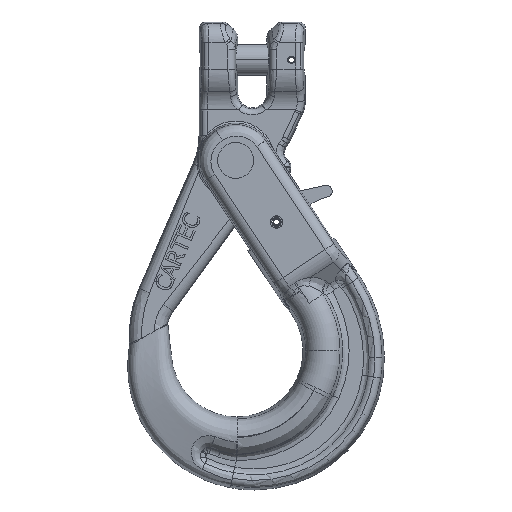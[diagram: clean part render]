
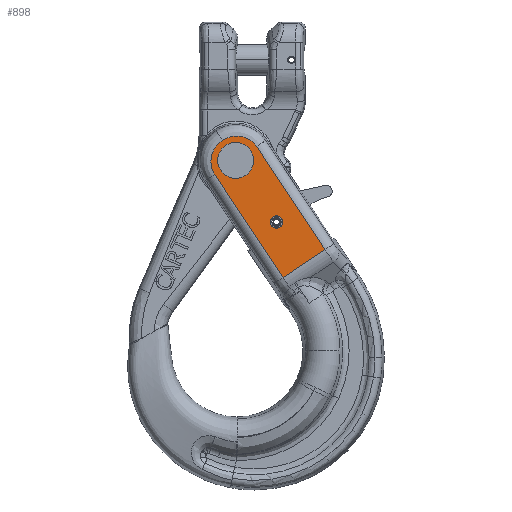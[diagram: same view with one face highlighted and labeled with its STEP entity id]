
A CAD part, top view. The second image highlights one B-rep face of the part: STEP entity #898.
In plain terms, the highlighted planar face has unit normal (0, 0, 1).
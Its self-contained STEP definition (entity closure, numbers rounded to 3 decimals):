
#898=ADVANCED_FACE('',(#2278,#2279,#2280),#2281,.F.);
#2278=FACE_OUTER_BOUND('',#4738,.T.);
#2279=FACE_BOUND('',#4739,.T.);
#2280=FACE_BOUND('',#4740,.T.);
#2281=PLANE('',#4741);
#4738=EDGE_LOOP('',(#28427,#28428,#28429,#28430,#28431));
#4739=EDGE_LOOP('',(#28432,#28433));
#4740=EDGE_LOOP('',(#28434,#28435));
#4741=AXIS2_PLACEMENT_3D('',#28436,#28437,#28438);
#28427=ORIENTED_EDGE('',*,*,#32847,.F.);
#28428=ORIENTED_EDGE('',*,*,#32848,.F.);
#28429=ORIENTED_EDGE('',*,*,#32849,.F.);
#28430=ORIENTED_EDGE('',*,*,#32834,.F.);
#28431=ORIENTED_EDGE('',*,*,#32839,.F.);
#28432=ORIENTED_EDGE('',*,*,#32850,.F.);
#28433=ORIENTED_EDGE('',*,*,#32631,.F.);
#28434=ORIENTED_EDGE('',*,*,#32641,.T.);
#28435=ORIENTED_EDGE('',*,*,#32851,.T.);
#28436=CARTESIAN_POINT('',(4.015,109.304,16.5));
#28437=DIRECTION('',(0.0,0.0,-1.0));
#28438=DIRECTION('',(0.0,-1.0,0.0));
#32631=EDGE_CURVE('',#34885,#34881,#34887,.F.);
#32641=EDGE_CURVE('',#34899,#34903,#34905,.T.);
#32834=EDGE_CURVE('',#35225,#35228,#35229,.T.);
#32839=EDGE_CURVE('',#35234,#35225,#35237,.F.);
#32847=EDGE_CURVE('',#35248,#35234,#35249,.T.);
#32848=EDGE_CURVE('',#35250,#35248,#35251,.T.);
#32849=EDGE_CURVE('',#35228,#35250,#35252,.T.);
#32850=EDGE_CURVE('',#34881,#34885,#35253,.F.);
#32851=EDGE_CURVE('',#34903,#34899,#35254,.T.);
#34881=VERTEX_POINT('',#38071);
#34885=VERTEX_POINT('',#38076);
#34887=CIRCLE('',#38079,2.625);
#34899=VERTEX_POINT('',#38093);
#34903=VERTEX_POINT('',#38098);
#34905=CIRCLE('',#38101,7.125);
#35225=VERTEX_POINT('',#39472);
#35228=VERTEX_POINT('',#39475);
#35229=B_SPLINE_CURVE_WITH_KNOTS('',3,(#39476,#39477,#39478,#39479,#39480,#39481,#39482,#39483,#39484,#39485,#39486,#39487,#39488,#39489,#39490,#39491,#39492,#39493,#39494,#39495,#39496,#39497,#39498,#39499,#39500,#39501,#39502,#39503,#39504,#39505,#39506,#39507,#39508,#39509,#39510,#39511,#39512),.UNSPECIFIED.,.F.,.F.,(4,3,3,3,3,3,3,3,3,3,3,3,4),(-1.0,-0.875,-0.75,-0.688,-0.625,-0.563,-0.5,-0.438,-0.375,-0.25,-0.188,-0.125,0.),.UNSPECIFIED.);
#35234=VERTEX_POINT('',#39574);
#35237=LINE('',#39577,#39578);
#35248=VERTEX_POINT('',#39597);
#35249=LINE('',#39598,#39599);
#35250=VERTEX_POINT('',#39600);
#35251=LINE('',#39601,#39602);
#35252=B_SPLINE_CURVE_WITH_KNOTS('',3,(#39603,#39604,#39605,#39606,#39607,#39608,#39609,#39610,#39611,#39612,#39613,#39614,#39615,#39616,#39617,#39618,#39619,#39620,#39621,#39622,#39623,#39624,#39625,#39626,#39627,#39628,#39629,#39630,#39631,#39632,#39633,#39634,#39635,#39636,#39637,#39638,#39639,#39640,#39641,#39642,#39643,#39644,#39645,#39646,#39647,#39648),.UNSPECIFIED.,.F.,.F.,(4,3,3,3,3,3,3,3,3,3,3,3,3,3,3,4),(-1.,-0.875,-0.813,-0.75,-0.688,-0.656,-0.625,-0.563,-0.5,-0.438,-0.375,-0.313,-0.25,-0.188,-0.125,0.0),.UNSPECIFIED.);
#35253=CIRCLE('',#39649,2.625);
#35254=CIRCLE('',#39650,7.125);
#38071=CARTESIAN_POINT('',(14.073,54.441,16.5));
#38076=CARTESIAN_POINT('',(19.323,54.441,16.5));
#38079=AXIS2_PLACEMENT_3D('',#54850,#54851,#54852);
#38093=CARTESIAN_POINT('',(-7.675,80.5,16.5));
#38098=CARTESIAN_POINT('',(6.575,80.5,16.5));
#38101=AXIS2_PLACEMENT_3D('',#54866,#54867,#54868);
#39472=CARTESIAN_POINT('',(-9.418,74.63,16.5));
#39475=CARTESIAN_POINT('',(-6.126,88.925,16.5));
#39476=CARTESIAN_POINT('',(-9.418,74.63,16.5));
#39477=CARTESIAN_POINT('',(-9.802,75.209,16.5));
#39478=CARTESIAN_POINT('',(-10.112,75.812,16.5));
#39479=CARTESIAN_POINT('',(-10.363,76.458,16.5));
#39480=CARTESIAN_POINT('',(-10.613,77.103,16.5));
#39481=CARTESIAN_POINT('',(-10.791,77.765,16.5));
#39482=CARTESIAN_POINT('',(-10.901,78.445,16.5));
#39483=CARTESIAN_POINT('',(-10.955,78.785,16.5));
#39484=CARTESIAN_POINT('',(-10.991,79.123,16.5));
#39485=CARTESIAN_POINT('',(-11.011,79.462,16.5));
#39486=CARTESIAN_POINT('',(-11.03,79.801,16.5));
#39487=CARTESIAN_POINT('',(-11.032,80.14,16.5));
#39488=CARTESIAN_POINT('',(-11.017,80.483,16.5));
#39489=CARTESIAN_POINT('',(-11.002,80.826,16.5));
#39490=CARTESIAN_POINT('',(-10.969,81.166,16.5));
#39491=CARTESIAN_POINT('',(-10.92,81.502,16.5));
#39492=CARTESIAN_POINT('',(-10.871,81.838,16.5));
#39493=CARTESIAN_POINT('',(-10.805,82.173,16.5));
#39494=CARTESIAN_POINT('',(-10.723,82.505,16.5));
#39495=CARTESIAN_POINT('',(-10.64,82.837,16.5));
#39496=CARTESIAN_POINT('',(-10.543,83.158,16.5));
#39497=CARTESIAN_POINT('',(-10.43,83.475,16.5));
#39498=CARTESIAN_POINT('',(-10.317,83.792,16.5));
#39499=CARTESIAN_POINT('',(-10.19,84.104,16.5));
#39500=CARTESIAN_POINT('',(-10.046,84.412,16.5));
#39501=CARTESIAN_POINT('',(-9.758,85.028,16.5));
#39502=CARTESIAN_POINT('',(-9.419,85.602,16.5));
#39503=CARTESIAN_POINT('',(-9.023,86.152,16.5));
#39504=CARTESIAN_POINT('',(-8.824,86.427,16.5));
#39505=CARTESIAN_POINT('',(-8.615,86.689,16.5));
#39506=CARTESIAN_POINT('',(-8.395,86.942,16.5));
#39507=CARTESIAN_POINT('',(-8.175,87.194,16.5));
#39508=CARTESIAN_POINT('',(-7.945,87.435,16.5));
#39509=CARTESIAN_POINT('',(-7.7,87.669,16.5));
#39510=CARTESIAN_POINT('',(-7.212,88.136,16.5));
#39511=CARTESIAN_POINT('',(-6.689,88.552,16.5));
#39512=CARTESIAN_POINT('',(-6.126,88.925,16.5));
#39574=CARTESIAN_POINT('',(19.432,31.041,16.5));
#39577=CARTESIAN_POINT('',(-9.418,74.63,16.5));
#39578=VECTOR('',#55145,52.272);
#39597=CARTESIAN_POINT('',(37.169,42.781,16.5));
#39598=CARTESIAN_POINT('',(37.169,42.781,16.5));
#39599=VECTOR('',#55156,21.27);
#39600=CARTESIAN_POINT('',(8.318,86.37,16.5));
#39601=CARTESIAN_POINT('',(8.318,86.37,16.5));
#39602=VECTOR('',#55157,52.272);
#39603=CARTESIAN_POINT('',(-6.126,88.925,16.5));
#39604=CARTESIAN_POINT('',(-5.565,89.296,16.5));
#39605=CARTESIAN_POINT('',(-4.984,89.612,16.5));
#39606=CARTESIAN_POINT('',(-4.364,89.879,16.5));
#39607=CARTESIAN_POINT('',(-4.055,90.013,16.5));
#39608=CARTESIAN_POINT('',(-3.742,90.131,16.5));
#39609=CARTESIAN_POINT('',(-3.424,90.236,16.5));
#39610=CARTESIAN_POINT('',(-3.105,90.34,16.5));
#39611=CARTESIAN_POINT('',(-2.781,90.43,16.5));
#39612=CARTESIAN_POINT('',(-2.451,90.506,16.5));
#39613=CARTESIAN_POINT('',(-2.121,90.581,16.5));
#39614=CARTESIAN_POINT('',(-1.793,90.64,16.5));
#39615=CARTESIAN_POINT('',(-1.461,90.684,16.5));
#39616=CARTESIAN_POINT('',(-1.296,90.706,16.5));
#39617=CARTESIAN_POINT('',(-1.129,90.724,16.5));
#39618=CARTESIAN_POINT('',(-0.962,90.739,16.5));
#39619=CARTESIAN_POINT('',(-0.795,90.753,16.5));
#39620=CARTESIAN_POINT('',(-0.628,90.763,16.5));
#39621=CARTESIAN_POINT('',(-0.458,90.769,16.5));
#39622=CARTESIAN_POINT('',(-0.118,90.782,16.5));
#39623=CARTESIAN_POINT('',(0.222,90.778,16.5));
#39624=CARTESIAN_POINT('',(0.56,90.758,16.5));
#39625=CARTESIAN_POINT('',(0.897,90.738,16.5));
#39626=CARTESIAN_POINT('',(1.234,90.702,16.5));
#39627=CARTESIAN_POINT('',(1.572,90.649,16.5));
#39628=CARTESIAN_POINT('',(1.909,90.595,16.5));
#39629=CARTESIAN_POINT('',(2.24,90.526,16.5));
#39630=CARTESIAN_POINT('',(2.567,90.441,16.5));
#39631=CARTESIAN_POINT('',(2.894,90.356,16.5));
#39632=CARTESIAN_POINT('',(3.216,90.255,16.5));
#39633=CARTESIAN_POINT('',(3.538,90.135,16.5));
#39634=CARTESIAN_POINT('',(3.86,90.016,16.5));
#39635=CARTESIAN_POINT('',(4.174,89.881,16.5));
#39636=CARTESIAN_POINT('',(4.48,89.73,16.5));
#39637=CARTESIAN_POINT('',(4.786,89.58,16.5));
#39638=CARTESIAN_POINT('',(5.086,89.413,16.5));
#39639=CARTESIAN_POINT('',(5.378,89.23,16.5));
#39640=CARTESIAN_POINT('',(5.67,89.047,16.5));
#39641=CARTESIAN_POINT('',(5.95,88.85,16.5));
#39642=CARTESIAN_POINT('',(6.219,88.639,16.5));
#39643=CARTESIAN_POINT('',(6.488,88.429,16.5));
#39644=CARTESIAN_POINT('',(6.747,88.204,16.5));
#39645=CARTESIAN_POINT('',(6.996,87.962,16.5));
#39646=CARTESIAN_POINT('',(7.494,87.479,16.5));
#39647=CARTESIAN_POINT('',(7.934,86.951,16.5));
#39648=CARTESIAN_POINT('',(8.318,86.37,16.5));
#39649=AXIS2_PLACEMENT_3D('',#55158,#55159,#55160);
#39650=AXIS2_PLACEMENT_3D('',#55161,#55162,#55163);
#54850=CARTESIAN_POINT('',(16.698,54.441,16.5));
#54851=DIRECTION('',(0.0,0.0,-1.0));
#54852=DIRECTION('',(-1.0,0.0,0.0));
#54866=CARTESIAN_POINT('',(-0.55,80.5,16.5));
#54867=DIRECTION('',(0.0,0.0,-1.0));
#54868=DIRECTION('',(-1.0,0.0,0.0));
#55145=DIRECTION('',(0.552,-0.834,0.0));
#55156=DIRECTION('',(-0.834,-0.552,0.0));
#55157=DIRECTION('',(0.552,-0.834,0.0));
#55158=CARTESIAN_POINT('',(16.698,54.441,16.5));
#55159=DIRECTION('',(0.0,0.0,-1.0));
#55160=DIRECTION('',(-1.0,0.0,0.0));
#55161=CARTESIAN_POINT('',(-0.55,80.5,16.5));
#55162=DIRECTION('',(0.0,0.0,-1.0));
#55163=DIRECTION('',(-1.0,0.0,0.0));
